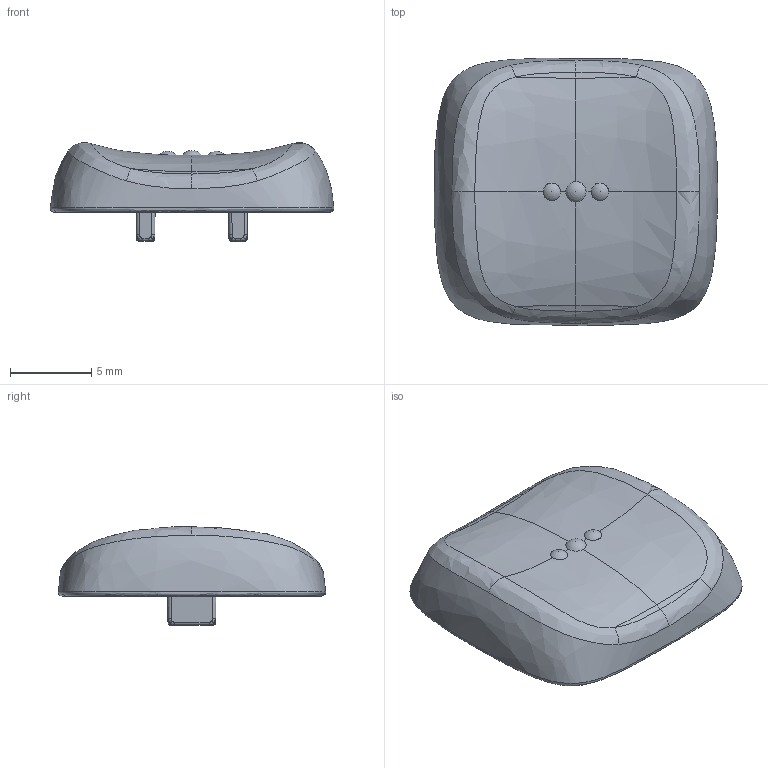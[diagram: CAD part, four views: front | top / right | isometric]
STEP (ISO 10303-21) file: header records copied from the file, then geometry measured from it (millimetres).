
FILE_DESCRIPTION(/* description */ ('','CAx-IF Rec.Pracs.---Representation and Presentation of Product Manufacturing Information (PMI)---4.0---2014-10-13'),/* implementation_level */ '2;1');
FILE_NAME(/* name */ '[Choc] Saddle Homing v2.step',/* time_stamp */ '2025-01-19T04:01:15+07:00',/* author */ (''),/* organization */ (''),/* preprocessor_version */ 'ST-DEVELOPER v20',/* originating_system */ 'Autodesk Translation Framework v13.20.0.188',/* authorisation */ '');
FILE_SCHEMA (('AP242_MANAGED_MODEL_BASED_3D_ENGINEERING_MIM_LF { 1 0 10303 442 1 1 4 }'));
Length unit declared in the file: millimetre
Products named in the file (1): [Choc] Saddle Homing
Bounding box: 17.47 x 16.47 x 6.08 mm (x, y, z)
Volume: 470.4 mm3; surface area: 794.1 mm2
Topology: 1 solids, 1 shells, 156 faces, 434 edges, 280 vertices
Faces by surface type: bspline 117, cylinder 24, plane 12, sphere 3
Entity records: 13780 total; most frequent: CARTESIAN_POINT 10292, ORIENTED_EDGE 862, DIRECTION 541, EDGE_CURVE 431, VERTEX_POINT 280, AXIS2_PLACEMENT_3D 246, CIRCLE 206, B_SPLINE_CURVE_WITH_KNOTS 168
